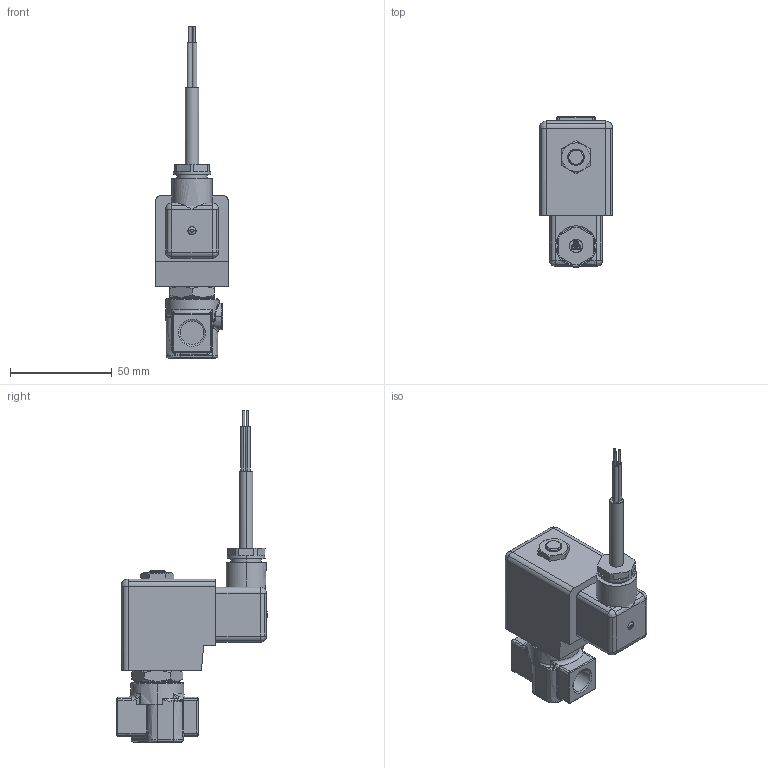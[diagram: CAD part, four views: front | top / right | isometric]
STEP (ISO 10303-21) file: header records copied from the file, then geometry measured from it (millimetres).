
FILE_DESCRIPTION (('STEP'), '1');
FILE_NAME ('A5240-45_10_148.stp', '2026-01-12T10:04:03', ('Unknown'), ('Unknown'), 'HarmonyWare STEP v2.1.9', 'HarmonyWare Translators', '');
FILE_SCHEMA (('CONFIG_CONTROL_DESIGN'));
Length unit declared in the file: millimetre
Products named in the file (2): Volumenkörper2
Assembly tree (1 placements, depth 2):
  (unnamed)
    Volumenkörper2
Bounding box: 36 x 74.1 x 163.18 mm (x, y, z)
Surface area: 21115 mm2 (no closed solid volume)
Topology: 0 solids, 38 shells, 318 faces, 899 edges, 474 vertices
Faces by surface type: bspline 318
Entity records: 15513 total; most frequent: CARTESIAN_POINT 6519, ORIENTED_EDGE 1439, COLOUR_RGB 882, PRESENTATION_STYLE_ASSIGNMENT 882, STYLED_ITEM 882, DRAUGHTING_PRE_DEFINED_CURVE_FONT 881, CURVE_STYLE 881, EDGE_CURVE 881
